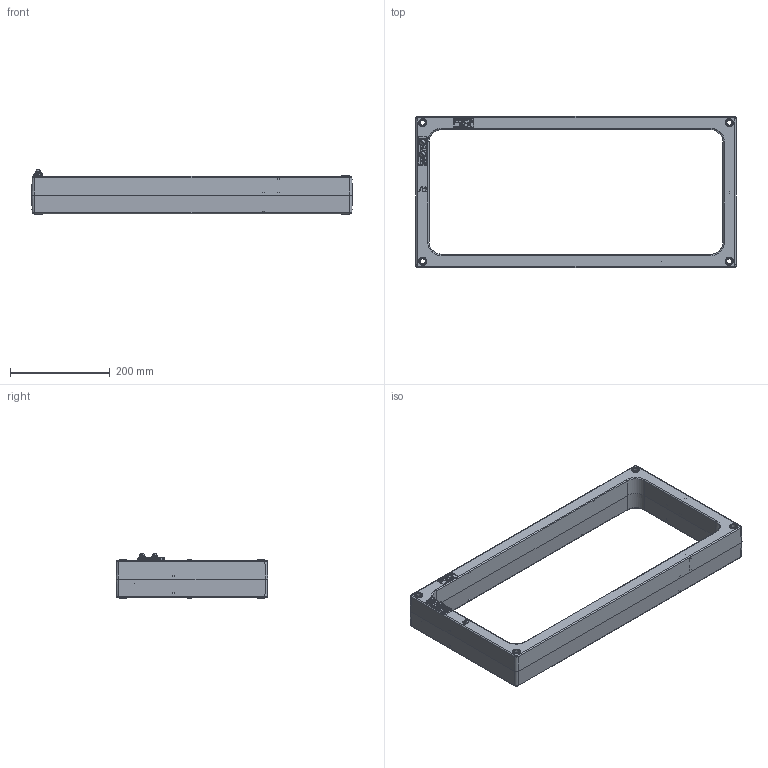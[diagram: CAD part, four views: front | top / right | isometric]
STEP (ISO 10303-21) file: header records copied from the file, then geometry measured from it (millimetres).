
FILE_DESCRIPTION (( 'STEP AP203' ), '1' );
FILE_NAME ('ÒÇËÌ-250õ590.STEP', '2018-01-18T03:27:48', ( '' ), ( '' ), 'SwSTEP 2.0', 'SolidWorks 2010', '' );
FILE_SCHEMA (( 'CONFIG_CONTROL_DESIGN' ));
Length unit declared in the file: millimetre
Products named in the file (1): ÒÇËÌ-250õ590
Bounding box: 644 x 305.08 x 90.62 mm (x, y, z)
Surface area: 364485.1 mm2 (no closed solid volume)
Topology: 0 solids, 61 shells, 357 faces, 2313 edges, 2028 vertices
Faces by surface type: plane 184, cylinder 71, cone 45, bspline 43, sphere 10, torus 4
Entity records: 28463 total; most frequent: CARTESIAN_POINT 12738, ORIENTED_EDGE 2955, DIRECTION 2511, EDGE_CURVE 2313, VERTEX_POINT 2028, VECTOR 1237, LINE 1237, B_SPLINE_CURVE_WITH_KNOTS 662
